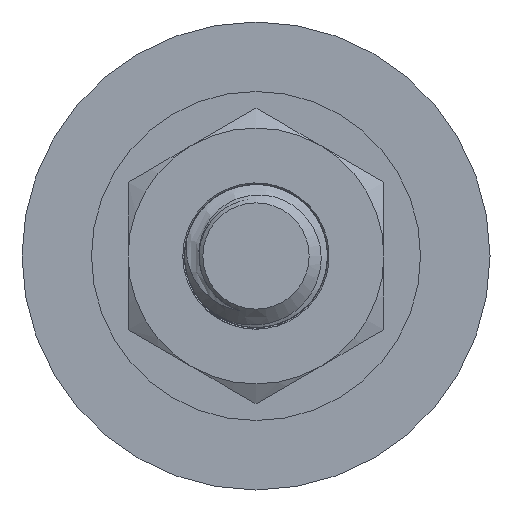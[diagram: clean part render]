
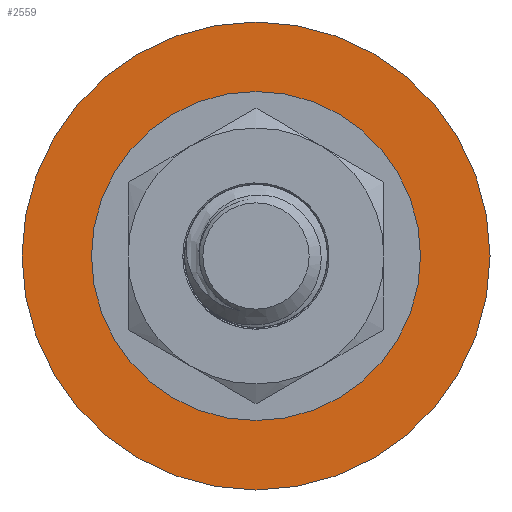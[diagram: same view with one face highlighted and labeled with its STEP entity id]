
A CAD part, front view. The second image highlights one B-rep face of the part: STEP entity #2559.
In plain terms, the highlighted planar face has unit normal (0, -1, 0).
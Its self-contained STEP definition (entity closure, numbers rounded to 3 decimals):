
#91=FACE_BOUND('',#618,.T.);
#139=PLANE('',#2835);
#442=FACE_OUTER_BOUND('',#617,.T.);
#617=EDGE_LOOP('',(#2331));
#618=EDGE_LOOP('',(#2332));
#694=CIRCLE('',#2826,2.);
#698=CIRCLE('',#2833,6.4);
#1195=VERTEX_POINT('',#8629);
#1199=VERTEX_POINT('',#8642);
#1570=EDGE_CURVE('',#1195,#1195,#694,.T.);
#1576=EDGE_CURVE('',#1199,#1199,#698,.T.);
#2331=ORIENTED_EDGE('',*,*,#1576,.T.);
#2332=ORIENTED_EDGE('',*,*,#1570,.T.);
#2559=ADVANCED_FACE('',(#442,#91),#139,.T.);
#2826=AXIS2_PLACEMENT_3D('',#8630,#3410,#3411);
#2833=AXIS2_PLACEMENT_3D('',#8643,#3426,#3427);
#2835=AXIS2_PLACEMENT_3D('',#8647,#3431,#3432);
#3410=DIRECTION('center_axis',(0.,1.,0.));
#3411=DIRECTION('ref_axis',(1.,0.,0.));
#3426=DIRECTION('center_axis',(0.,-1.,0.));
#3427=DIRECTION('ref_axis',(1.,0.,0.));
#3431=DIRECTION('center_axis',(0.,-1.,0.));
#3432=DIRECTION('ref_axis',(1.,0.,0.));
#8629=CARTESIAN_POINT('',(-2.,-9.6,0.));
#8630=CARTESIAN_POINT('Origin',(0.,-9.6,0.));
#8642=CARTESIAN_POINT('',(-6.4,-9.6,0.));
#8643=CARTESIAN_POINT('Origin',(0.,-9.6,0.));
#8647=CARTESIAN_POINT('Origin',(0.,-9.6,0.));
